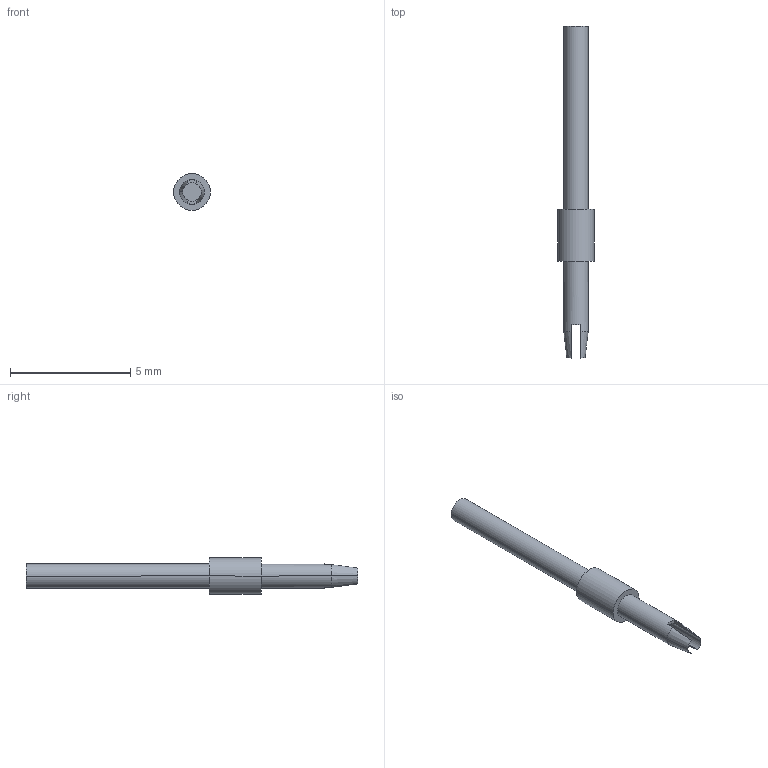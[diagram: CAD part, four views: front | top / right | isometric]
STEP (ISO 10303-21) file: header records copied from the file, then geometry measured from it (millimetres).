
FILE_DESCRIPTION (( 'STEP AP214' ), '1' );
FILE_NAME ('CPF10.STEP', '2006-08-01T21:10:03', ( ' ' ), ( ' ' ), 'SwSTEP 2.0', 'SolidWorks 2005354', '' );
FILE_SCHEMA (( 'AUTOMOTIVE_DESIGN' ));
Length unit declared in the file: inch
Products named in the file (1): CPF10
Bounding box: 1.52 x 13.79 x 1.52 mm (x, y, z)
Volume: 9.6 mm3; surface area: 67.2 mm2
Topology: 1 solids, 1 shells, 24 faces, 55 edges, 36 vertices
Faces by surface type: plane 11, cylinder 10, cone 3
Entity records: 722 total; most frequent: DIRECTION 129, CARTESIAN_POINT 128, ORIENTED_EDGE 110, EDGE_CURVE 55, AXIS2_PLACEMENT_3D 53, VERTEX_POINT 36, CIRCLE 28, EDGE_LOOP 27
